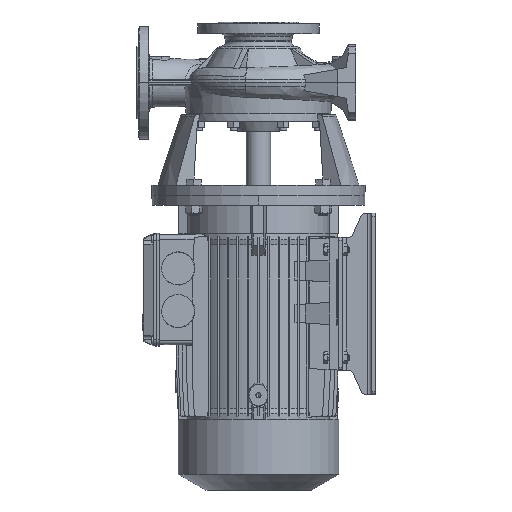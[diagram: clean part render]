
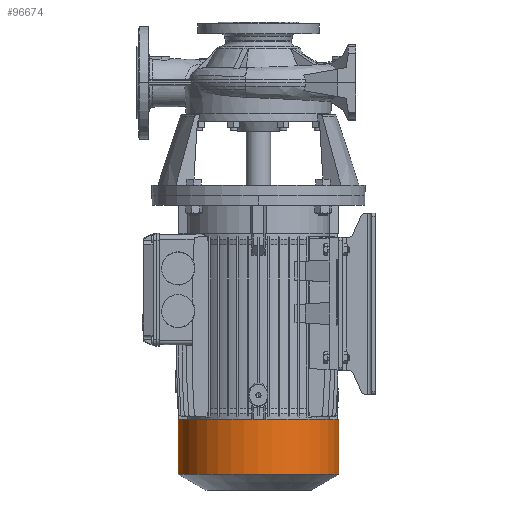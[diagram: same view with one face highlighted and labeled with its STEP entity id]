
A CAD part, left-side view. The second image highlights one B-rep face of the part: STEP entity #96674.
In plain terms, the highlighted cylindrical face has radius 132 mm (diameter 264 mm), a partial arc.
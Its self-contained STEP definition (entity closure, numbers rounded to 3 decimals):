
#3329 = LINE ( 'NONE', #52684, #80589 ) ;
#4875 = VECTOR ( 'NONE', #30458, 1000. ) ;
#8157 = ORIENTED_EDGE ( 'NONE', *, *, #25306, .F. ) ;
#17401 = VERTEX_POINT ( 'NONE', #61705 ) ;
#19340 = AXIS2_PLACEMENT_3D ( 'NONE', #63337, #105158, #94198 ) ;
#25306 = EDGE_CURVE ( 'NONE', #109663, #42844, #106276, .T. ) ;
#30458 = DIRECTION ( 'NONE',  ( 0., 0., -1. ) ) ;
#36438 = CARTESIAN_POINT ( 'NONE',  ( 0., 0., -267. ) ) ;
#37113 = FACE_OUTER_BOUND ( 'NONE', #59874, .T. ) ;
#37743 = DIRECTION ( 'NONE',  ( 0., 1., 0. ) ) ;
#40415 = DIRECTION ( 'NONE',  ( 0., 0., -1. ) ) ;
#41112 = AXIS2_PLACEMENT_3D ( 'NONE', #36438, #78931, #59013 ) ;
#42844 = VERTEX_POINT ( 'NONE', #113370 ) ;
#52684 = CARTESIAN_POINT ( 'NONE',  ( 0., 132., -267. ) ) ;
#56215 = VERTEX_POINT ( 'NONE', #59736 ) ;
#59013 = DIRECTION ( 'NONE',  ( 0., 1., 0. ) ) ;
#59736 = CARTESIAN_POINT ( 'NONE',  ( 0., 132., -152.5 ) ) ;
#59874 = EDGE_LOOP ( 'NONE', ( #86447, #101694, #70994, #8157 ) ) ;
#61705 = CARTESIAN_POINT ( 'NONE',  ( 0., -132., -152.5 ) ) ;
#63337 = CARTESIAN_POINT ( 'NONE',  ( 0., 0., -152.5 ) ) ;
#70994 = ORIENTED_EDGE ( 'NONE', *, *, #110090, .T. ) ;
#75952 = DIRECTION ( 'NONE',  ( 0., 0., -1. ) ) ;
#78459 = CIRCLE ( 'NONE', #19340, 132. ) ;
#78931 = DIRECTION ( 'NONE',  ( 0., 0., -1. ) ) ;
#80589 = VECTOR ( 'NONE', #75952, 1000. ) ;
#86447 = ORIENTED_EDGE ( 'NONE', *, *, #121494, .F. ) ;
#86513 = AXIS2_PLACEMENT_3D ( 'NONE', #131727, #40415, #37743 ) ;
#94190 = CARTESIAN_POINT ( 'NONE',  ( 0., -132., -267. ) ) ;
#94198 = DIRECTION ( 'NONE',  ( 0., 1., 0. ) ) ;
#96674 = ADVANCED_FACE ( 'NONE', ( #37113 ), #100170, .T. ) ;
#100170 = CYLINDRICAL_SURFACE ( 'NONE', #41112, 132. ) ;
#101694 = ORIENTED_EDGE ( 'NONE', *, *, #113851, .T. ) ;
#105158 = DIRECTION ( 'NONE',  ( 0., 0., -1. ) ) ;
#106276 = CIRCLE ( 'NONE', #86513, 132. ) ;
#109663 = VERTEX_POINT ( 'NONE', #122664 ) ;
#110090 = EDGE_CURVE ( 'NONE', #56215, #42844, #3329, .T. ) ;
#113370 = CARTESIAN_POINT ( 'NONE',  ( 0., 132., -242.808 ) ) ;
#113851 = EDGE_CURVE ( 'NONE', #17401, #56215, #78459, .T. ) ;
#121494 = EDGE_CURVE ( 'NONE', #17401, #109663, #125729, .T. ) ;
#122664 = CARTESIAN_POINT ( 'NONE',  ( 0., -132., -242.808 ) ) ;
#125729 = LINE ( 'NONE', #94190, #4875 ) ;
#131727 = CARTESIAN_POINT ( 'NONE',  ( 0., 0., -242.808 ) ) ;
